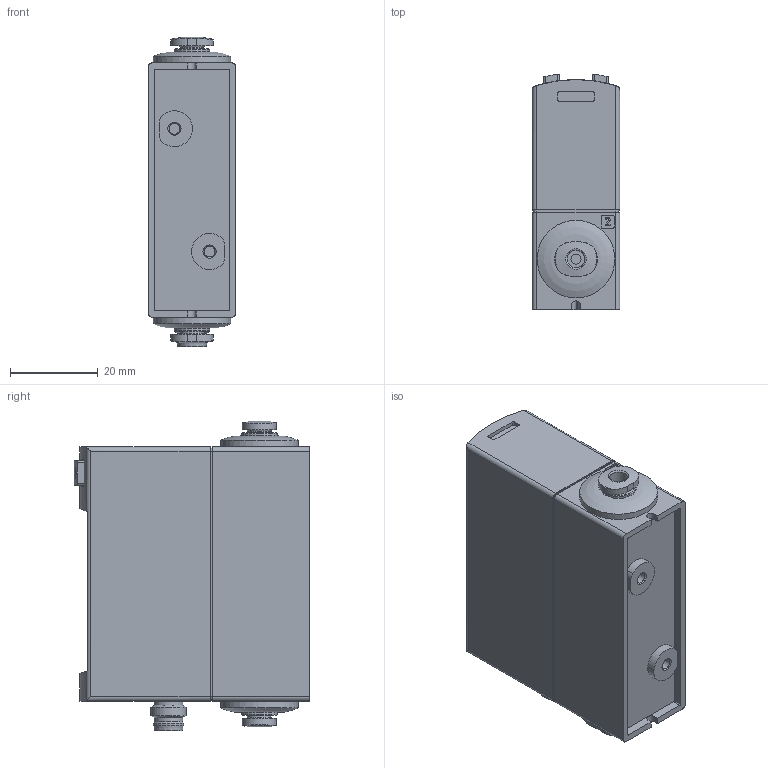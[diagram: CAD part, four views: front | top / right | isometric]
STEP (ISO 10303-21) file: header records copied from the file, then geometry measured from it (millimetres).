
FILE_DESCRIPTION(/* description */ ('STEP AP214'),/* implementation_level */ '2;1');
FILE_NAME(/* name */ '8058464_SFAH-0_5U-Q4S-PNLK-PNVBA-M8',/* time_stamp */ '2024-09-15T01:20:11+02:00',/* author */ ('License CC BY-ND 4.0'),/* organization */ ('CADENAS'),/* preprocessor_version */ 'ST-DEVELOPER v19.3',/* originating_system */ 'PARTsolutions',/* authorisation */ ' ');
FILE_SCHEMA (('AUTOMOTIVE_DESIGN {1 0 10303 214 3 1 1}'));
Length unit declared in the file: millimetre
Products named in the file (3): 8058464 SFAH-0.5U-Q4S-PNLK-PNVBA-M8; 8035300 SFAH-0.5U-Q4S-PNLK-PNVBA-M8_h; 132081 QSPK18-4-100
Assembly tree (3 placements, depth 2):
  8058464 SFAH-0.5U-Q4S-PNLK-PNVBA-M8
    8035300 SFAH-0.5U-Q4S-PNLK-PNVBA-M8_h
    132081 QSPK18-4-100  x2
Bounding box: 20 x 53.69 x 70.54 mm (x, y, z)
Volume: 58373.3 mm3; surface area: 14965 mm2
Topology: 3 solids, 3 shells, 345 faces, 861 edges, 564 vertices
Faces by surface type: plane 190, cylinder 127, cone 15, torus 13
Full cylindrical faces by diameter (mm): 1 x4, 2.3 x2, 2.459 x2, 3.72 x1, 4 x2, 4.1 x1, 5.4 x2, 5.8 x1, 6.5 x2, 6.9 x1, 8 x1, 8.08 x2, 13.15 x2, 14 x6, 14.95 x4, 15 x2, 17.7 x2
Entity records: 11463 total; most frequent: CARTESIAN_POINT 1704, DIRECTION 1586, ORIENTED_EDGE 1484, EDGE_CURVE 742, AXIS2_PLACEMENT_3D 567, VERTEX_POINT 514, LINE 452, VECTOR 452
